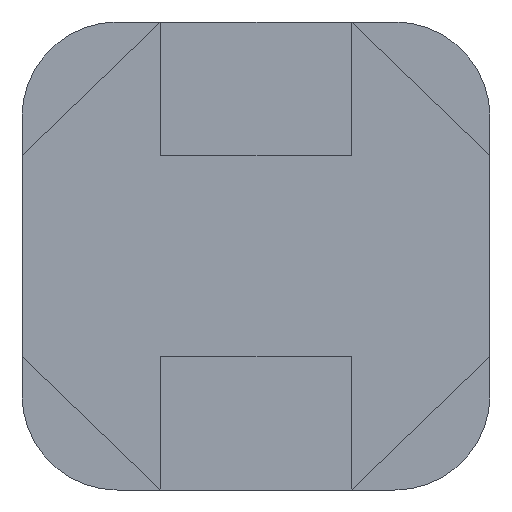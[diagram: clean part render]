
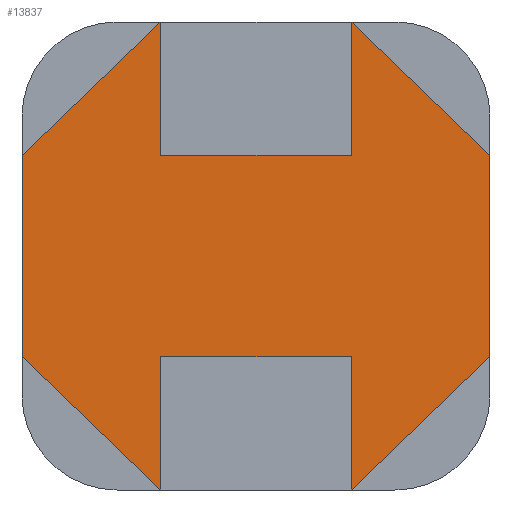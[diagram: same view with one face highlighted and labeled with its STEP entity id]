
A CAD part, front view. The second image highlights one B-rep face of the part: STEP entity #13837.
In plain terms, the highlighted planar face has unit normal (0, -1, 0).
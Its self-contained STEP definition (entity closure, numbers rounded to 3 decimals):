
#129 = VERTEX_POINT ( 'NONE', #3041 ) ;
#200 = DIRECTION ( 'NONE',  ( -0.722, 0., -0.692 ) ) ;
#220 = ORIENTED_EDGE ( 'NONE', *, *, #457, .F. ) ;
#315 = DIRECTION ( 'NONE',  ( 0., 0., -1. ) ) ;
#457 = EDGE_CURVE ( 'NONE', #12162, #7274, #8261, .T. ) ;
#526 = LINE ( 'NONE', #7522, #6344 ) ;
#601 = LINE ( 'NONE', #11425, #3492 ) ;
#636 = EDGE_CURVE ( 'NONE', #7274, #1780, #10695, .T. ) ;
#1510 = DIRECTION ( 'NONE',  ( 1., 0., 0. ) ) ;
#1658 = ORIENTED_EDGE ( 'NONE', *, *, #1963, .F. ) ;
#1765 = LINE ( 'NONE', #4832, #4688 ) ;
#1780 = VERTEX_POINT ( 'NONE', #6550 ) ;
#1949 = EDGE_CURVE ( 'NONE', #5668, #129, #601, .T. ) ;
#1963 = EDGE_CURVE ( 'NONE', #7202, #10148, #10602, .T. ) ;
#2002 = VECTOR ( 'NONE', #1510, 1000. ) ;
#2098 = VECTOR ( 'NONE', #11527, 1000. ) ;
#2318 = EDGE_CURVE ( 'NONE', #129, #7202, #3998, .T. ) ;
#2353 = VECTOR ( 'NONE', #7091, 1000. ) ;
#2772 = DIRECTION ( 'NONE',  ( 0., 0., 1. ) ) ;
#2790 = CARTESIAN_POINT ( 'NONE',  ( -2.5, 0., -2.65 ) ) ;
#3041 = CARTESIAN_POINT ( 'NONE',  ( 6.15, 0., -2.65 ) ) ;
#3098 = CARTESIAN_POINT ( 'NONE',  ( -6.15, 0., 2.65 ) ) ;
#3492 = VECTOR ( 'NONE', #7896, 1000. ) ;
#3534 = VECTOR ( 'NONE', #2772, 1000. ) ;
#3778 = CARTESIAN_POINT ( 'NONE',  ( 2.5, 0., 6.15 ) ) ;
#3835 = DIRECTION ( 'NONE',  ( 0.722, 0., -0.692 ) ) ;
#3913 = EDGE_CURVE ( 'NONE', #10148, #5182, #1765, .T. ) ;
#3998 = LINE ( 'NONE', #6767, #9889 ) ;
#4688 = VECTOR ( 'NONE', #13665, 1000. ) ;
#4753 = CARTESIAN_POINT ( 'NONE',  ( 6.15, 0., 2.65 ) ) ;
#4832 = CARTESIAN_POINT ( 'NONE',  ( 6.15, 0., -2.65 ) ) ;
#5172 = CARTESIAN_POINT ( 'NONE',  ( 2.5, 0., -2.65 ) ) ;
#5182 = VERTEX_POINT ( 'NONE', #2790 ) ;
#5413 = CARTESIAN_POINT ( 'NONE',  ( -2.5, 0., 6.15 ) ) ;
#5500 = CARTESIAN_POINT ( 'NONE',  ( 6.15, 0., 6.15 ) ) ;
#5668 = VERTEX_POINT ( 'NONE', #9832 ) ;
#5770 = CARTESIAN_POINT ( 'NONE',  ( -2.5, 0., 6.15 ) ) ;
#5898 = CARTESIAN_POINT ( 'NONE',  ( -6.15, 0., 2.65 ) ) ;
#5992 = ORIENTED_EDGE ( 'NONE', *, *, #9138, .F. ) ;
#6249 = ORIENTED_EDGE ( 'NONE', *, *, #6776, .F. ) ;
#6273 = CARTESIAN_POINT ( 'NONE',  ( -6.15, 0., -2.65 ) ) ;
#6344 = VECTOR ( 'NONE', #6378, 1000. ) ;
#6353 = CARTESIAN_POINT ( 'NONE',  ( 2.5, 0., -6.15 ) ) ;
#6378 = DIRECTION ( 'NONE',  ( 0., 0., -1. ) ) ;
#6550 = CARTESIAN_POINT ( 'NONE',  ( -2.5, 0., 2.65 ) ) ;
#6611 = DIRECTION ( 'NONE',  ( 0., 0., 1. ) ) ;
#6748 = DIRECTION ( 'NONE',  ( 0., 0., 1. ) ) ;
#6767 = CARTESIAN_POINT ( 'NONE',  ( 6.15, 0., -2.65 ) ) ;
#6776 = EDGE_CURVE ( 'NONE', #5182, #10632, #526, .T. ) ;
#6982 = EDGE_CURVE ( 'NONE', #10632, #11511, #11182, .T. ) ;
#7091 = DIRECTION ( 'NONE',  ( -0.722, 0., 0.692 ) ) ;
#7202 = VERTEX_POINT ( 'NONE', #6353 ) ;
#7274 = VERTEX_POINT ( 'NONE', #5413 ) ;
#7376 = VECTOR ( 'NONE', #3835, 1000. ) ;
#7522 = CARTESIAN_POINT ( 'NONE',  ( -2.5, 0., 6.15 ) ) ;
#7526 = EDGE_CURVE ( 'NONE', #11511, #12162, #12012, .T. ) ;
#7562 = ORIENTED_EDGE ( 'NONE', *, *, #6982, .F. ) ;
#7653 = PLANE ( 'NONE',  #11050 ) ;
#7705 = VECTOR ( 'NONE', #315, 1000. ) ;
#7896 = DIRECTION ( 'NONE',  ( 0., 0., -1. ) ) ;
#8005 = EDGE_CURVE ( 'NONE', #13873, #5668, #13296, .T. ) ;
#8050 = CARTESIAN_POINT ( 'NONE',  ( 2.5, 0., 2.65 ) ) ;
#8261 = LINE ( 'NONE', #5898, #14157 ) ;
#8555 = EDGE_CURVE ( 'NONE', #11120, #13873, #10188, .T. ) ;
#9138 = EDGE_CURVE ( 'NONE', #1780, #11120, #13442, .T. ) ;
#9391 = ORIENTED_EDGE ( 'NONE', *, *, #1949, .F. ) ;
#9832 = CARTESIAN_POINT ( 'NONE',  ( 6.15, 0., 2.65 ) ) ;
#9889 = VECTOR ( 'NONE', #200, 1000. ) ;
#10148 = VERTEX_POINT ( 'NONE', #5172 ) ;
#10188 = LINE ( 'NONE', #12279, #13115 ) ;
#10244 = CARTESIAN_POINT ( 'NONE',  ( -2.5, 0., -6.15 ) ) ;
#10336 = CARTESIAN_POINT ( 'NONE',  ( 2.5, 0., 6.15 ) ) ;
#10416 = CARTESIAN_POINT ( 'NONE',  ( -2.5, 0., -6.15 ) ) ;
#10602 = LINE ( 'NONE', #3778, #2098 ) ;
#10632 = VERTEX_POINT ( 'NONE', #10244 ) ;
#10695 = LINE ( 'NONE', #5770, #7705 ) ;
#10728 = FACE_OUTER_BOUND ( 'NONE', #11730, .T. ) ;
#10773 = ORIENTED_EDGE ( 'NONE', *, *, #3913, .F. ) ;
#11050 = AXIS2_PLACEMENT_3D ( 'NONE', #5500, #13269, #6611 ) ;
#11072 = CARTESIAN_POINT ( 'NONE',  ( 2.5, 0., 6.15 ) ) ;
#11120 = VERTEX_POINT ( 'NONE', #8050 ) ;
#11170 = ORIENTED_EDGE ( 'NONE', *, *, #8555, .F. ) ;
#11182 = LINE ( 'NONE', #10416, #2353 ) ;
#11425 = CARTESIAN_POINT ( 'NONE',  ( 6.15, 0., 6.15 ) ) ;
#11511 = VERTEX_POINT ( 'NONE', #6273 ) ;
#11527 = DIRECTION ( 'NONE',  ( 0., 0., 1. ) ) ;
#11689 = CARTESIAN_POINT ( 'NONE',  ( -6.15, 0., 6.15 ) ) ;
#11730 = EDGE_LOOP ( 'NONE', ( #220, #12924, #7562, #6249, #10773, #1658, #12720, #9391, #13455, #11170, #5992, #11843 ) ) ;
#11843 = ORIENTED_EDGE ( 'NONE', *, *, #636, .F. ) ;
#12012 = LINE ( 'NONE', #11689, #3534 ) ;
#12162 = VERTEX_POINT ( 'NONE', #3098 ) ;
#12279 = CARTESIAN_POINT ( 'NONE',  ( 2.5, 0., 6.15 ) ) ;
#12720 = ORIENTED_EDGE ( 'NONE', *, *, #2318, .F. ) ;
#12924 = ORIENTED_EDGE ( 'NONE', *, *, #7526, .F. ) ;
#13115 = VECTOR ( 'NONE', #6748, 1000. ) ;
#13269 = DIRECTION ( 'NONE',  ( 0., 1., 0. ) ) ;
#13296 = LINE ( 'NONE', #10336, #7376 ) ;
#13442 = LINE ( 'NONE', #4753, #2002 ) ;
#13455 = ORIENTED_EDGE ( 'NONE', *, *, #8005, .F. ) ;
#13655 = DIRECTION ( 'NONE',  ( 0.722, 0., 0.692 ) ) ;
#13665 = DIRECTION ( 'NONE',  ( -1., 0., 0. ) ) ;
#13837 = ADVANCED_FACE ( 'NONE', ( #10728 ), #7653, .F. ) ;
#13873 = VERTEX_POINT ( 'NONE', #11072 ) ;
#14157 = VECTOR ( 'NONE', #13655, 1000. ) ;
